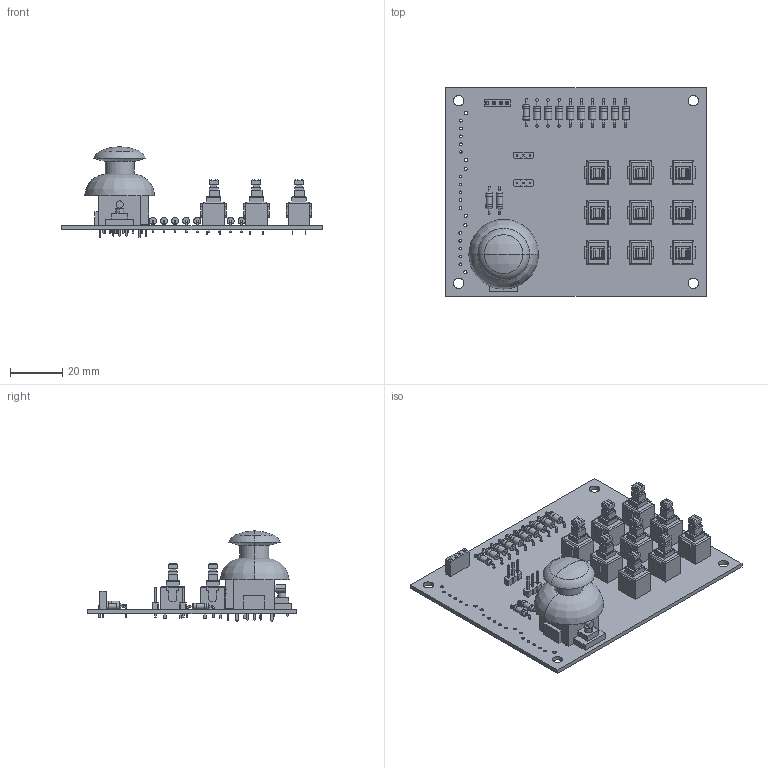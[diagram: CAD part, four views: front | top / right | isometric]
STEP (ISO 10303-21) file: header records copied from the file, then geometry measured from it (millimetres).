
FILE_DESCRIPTION(('KiCad electronic assembly'),'2;1');
FILE_NAME('PCB_panel.step','2024-11-28T17:18:30',('Pcbnew'),('Kicad'), 'Open CASCADE STEP processor 7.7','KiCad to STEP converter','Unknown' );
FILE_SCHEMA(('AUTOMOTIVE_DESIGN { 1 0 10303 214 1 1 1 1 }'));
Length unit declared in the file: millimetre
Products named in the file (14): PCB_panel 1; D_A-405_P10.16mm_Horizontal; COM-09032; ToucheF-Body; Body; PinHeader_1x03_P2.54mm_Vertical; PinHeader_1x03_P254mm_Vertical; PinSocket_1x04_P2.54mm_Vertical; PinSocket_1x04_P254mm_Vertical; R_Axial_DIN0207_L6.3mm_D2.5mm_P10.16mm_Horizontal; R_Axial_DIN0207_L63mm_D25mm_P1016mm_Horizontal; PCB_panel PCB
Assembly tree (32 placements, depth 3):
  PCB_panel 1
    D_A-405_P10.16mm_Horizontal  x9
      D_A-405_P10.16mm_Horizontal
    COM-09032
      COM-09032
    ToucheF-Body  x9
      Body
    PinHeader_1x03_P2.54mm_Vertical  x2
      PinHeader_1x03_P254mm_Vertical
    PinSocket_1x04_P2.54mm_Vertical
      PinSocket_1x04_P254mm_Vertical
    R_Axial_DIN0207_L6.3mm_D2.5mm_P10.16mm_Horizontal  x3
      R_Axial_DIN0207_L63mm_D25mm_P1016mm_Horizontal
    PCB_panel PCB
Bounding box: 100 x 80 x 34.67 mm (x, y, z)
Volume: 27234.9 mm3; surface area: 29833.5 mm2
Topology: 46 solids, 46 shells, 1688 faces, 3984 edges, 2541 vertices
Faces by surface type: plane 1339, cylinder 307, torus 32, cone 4, revolution 4, sphere 2
Full cylindrical faces by diameter (mm): 0.6 x48, 0.8 x6, 0.889 x6, 0.9 x22, 0.95 x36, 1 x10, 1.02 x15, 1.27 x6, 1.397 x4, 2.25 x3, 2.5 x6, 2.7 x18, 2.72 x9, 4 x4
Entity records: 44299 total; most frequent: CARTESIAN_POINT 8586, DIRECTION 6358, LINE 4164, VECTOR 4164, ORIENTED_EDGE 3244, PCURVE 3244, DEFINITIONAL_REPRESENTATION 3244, EDGE_CURVE 1622
